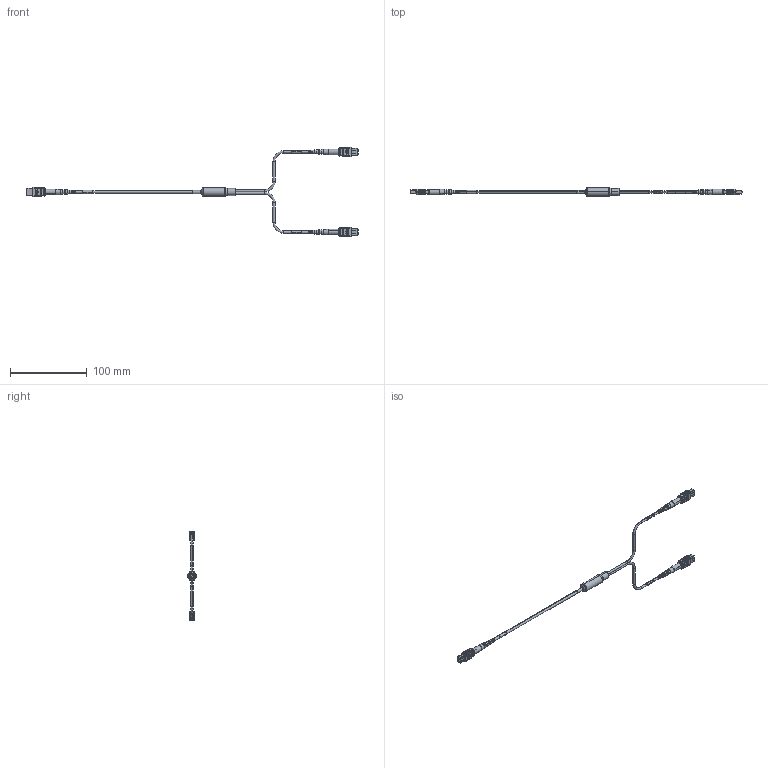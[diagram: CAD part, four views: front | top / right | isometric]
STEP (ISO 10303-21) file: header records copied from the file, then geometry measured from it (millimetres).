
FILE_DESCRIPTION (( 'STEP AP214' ), '1' );
FILE_NAME ('MPF24212OM3Z-CA_3D.STEP', '2021-03-18T18:59:10', ( '' ), ( '' ), 'SwSTEP 2.0', 'SolidWorks 2020', '' );
FILE_SCHEMA (( 'AUTOMOTIVE_DESIGN' ));
Length unit declared in the file: inch
Products named in the file (12): MPO CABLE LABEL_3.8mm CABLE OD; 3AB04-014-MA1; MPF24212OM3Z-CA_3D; MPF24-MPF-MA2_ROUND; 3AB04-014-MA4; MPO CABLE LABEL_3mm CABLE OD; 3AB04-014-MA2_FEMALE (without pins); MPF24-MULTIMODE OM3 LSZH-AQUA; MPF12-MULTIMODE OM3 LSZH-AQUA-ZAG; 3AB04-014_FEMALE (without pins); 3AB04-014-MA3; 3AB04-014-MA5
Assembly tree (15 placements, depth 3):
  MPF24212OM3Z-CA_3D
    3AB04-014_FEMALE (without pins)  x3
      3AB04-014-MA2_FEMALE (without pins)
      3AB04-014-MA3
      3AB04-014-MA4
      3AB04-014-MA1
      3AB04-014-MA5
    MPF24-MULTIMODE OM3 LSZH-AQUA
    MPO CABLE LABEL_3.8mm CABLE OD
    MPF24-MPF-MA2_ROUND
    MPF12-MULTIMODE OM3 LSZH-AQUA-ZAG  x2
    MPO CABLE LABEL_3mm CABLE OD  x2
Bounding box: 432.51 x 11.18 x 117.01 mm (x, y, z)
Volume: 13262.4 mm3; surface area: 20243.4 mm2
Topology: 22 solids, 22 shells, 1266 faces, 3544 edges, 2322 vertices
Faces by surface type: plane 941, cylinder 221, bspline 60, cone 22, torus 22
Entity records: 16400 total; most frequent: CARTESIAN_POINT 4255, ORIENTED_EDGE 2460, DIRECTION 2314, EDGE_CURVE 1230, VECTOR 820, LINE 820, VERTEX_POINT 802, AXIS2_PLACEMENT_3D 747
